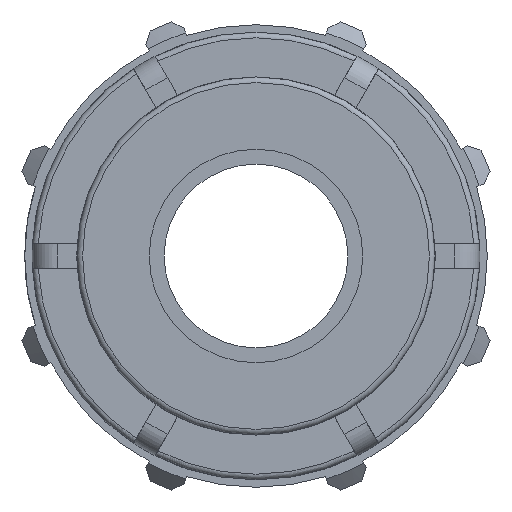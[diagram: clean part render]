
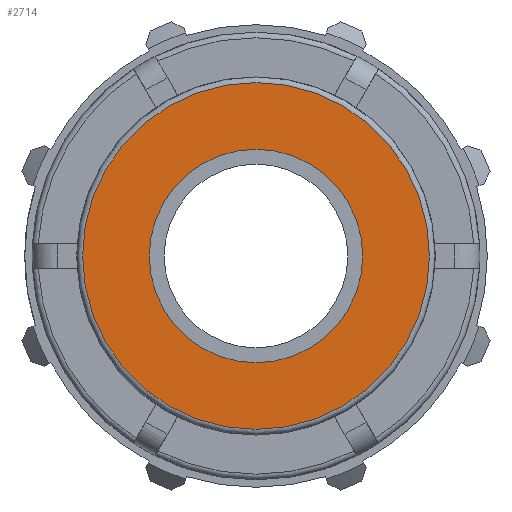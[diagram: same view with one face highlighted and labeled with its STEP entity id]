
A CAD part, left-side view. The second image highlights one B-rep face of the part: STEP entity #2714.
In plain terms, the highlighted planar face has unit normal (-1, 0, 0).
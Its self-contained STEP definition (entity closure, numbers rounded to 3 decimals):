
#69=FACE_BOUND('',#807,.T.);
#539=PLANE('',#2930);
#649=FACE_OUTER_BOUND('',#806,.T.);
#806=EDGE_LOOP('',(#2068));
#807=EDGE_LOOP('',(#2069));
#970=CIRCLE('',#2928,46.02);
#972=CIRCLE('',#2931,28.328);
#1197=VERTEX_POINT('',#4608);
#1199=VERTEX_POINT('',#4613);
#1519=EDGE_CURVE('',#1197,#1197,#970,.T.);
#1521=EDGE_CURVE('',#1199,#1199,#972,.T.);
#2068=ORIENTED_EDGE('',*,*,#1519,.F.);
#2069=ORIENTED_EDGE('',*,*,#1521,.T.);
#2714=ADVANCED_FACE('',(#649,#69),#539,.T.);
#2928=AXIS2_PLACEMENT_3D('',#4609,#3423,#3424);
#2930=AXIS2_PLACEMENT_3D('',#4612,#3427,#3428);
#2931=AXIS2_PLACEMENT_3D('',#4614,#3429,#3430);
#3423=DIRECTION('center_axis',(1.,0.,0.));
#3424=DIRECTION('ref_axis',(0.,-1.,0.));
#3427=DIRECTION('center_axis',(-1.,0.,0.));
#3428=DIRECTION('ref_axis',(0.,0.,1.));
#3429=DIRECTION('center_axis',(1.,0.,0.));
#3430=DIRECTION('ref_axis',(0.,0.,-1.));
#4608=CARTESIAN_POINT('',(0.,46.02,0.));
#4609=CARTESIAN_POINT('Origin',(0.,0.,0.));
#4612=CARTESIAN_POINT('Origin',(0.,47.52,0.));
#4613=CARTESIAN_POINT('',(0.,28.328,0.));
#4614=CARTESIAN_POINT('Origin',(0.,0.,0.));
